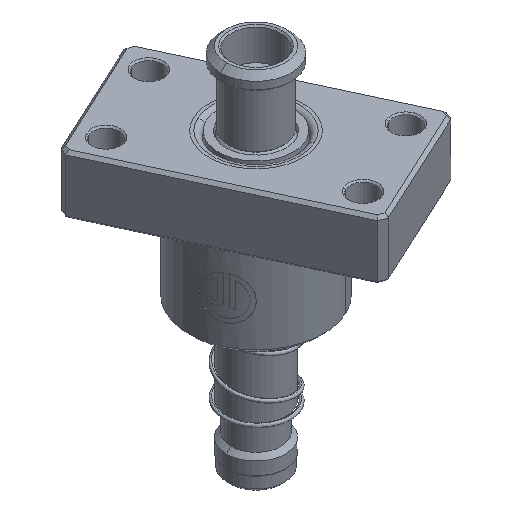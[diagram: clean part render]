
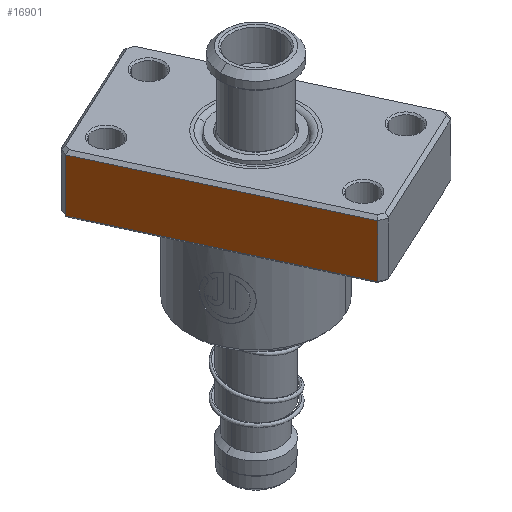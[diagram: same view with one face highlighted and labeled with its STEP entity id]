
A CAD part, isometric view. The second image highlights one B-rep face of the part: STEP entity #16901.
In plain terms, the highlighted face is planar.
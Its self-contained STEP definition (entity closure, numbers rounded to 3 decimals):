
#138 = ORIENTED_EDGE ( 'NONE', *, *, #4770, .T. ) ;
#408 = DIRECTION ( 'NONE',  ( 0., 0., -1. ) ) ;
#1543 = EDGE_CURVE ( 'NONE', #14450, #6578, #18486, .T. ) ;
#1873 = VERTEX_POINT ( 'NONE', #8262 ) ;
#2862 = PLANE ( 'NONE',  #9588 ) ;
#4770 = EDGE_CURVE ( 'NONE', #1873, #15703, #11664, .T. ) ;
#5808 = CARTESIAN_POINT ( 'NONE',  ( -40., 24., 1. ) ) ;
#6302 = CARTESIAN_POINT ( 'NONE',  ( 40., 24., 20. ) ) ;
#6578 = VERTEX_POINT ( 'NONE', #13595 ) ;
#8099 = ORIENTED_EDGE ( 'NONE', *, *, #14880, .F. ) ;
#8262 = CARTESIAN_POINT ( 'NONE',  ( 40., 24., 1. ) ) ;
#9158 = DIRECTION ( 'NONE',  ( 0., 0., -1. ) ) ;
#9588 = AXIS2_PLACEMENT_3D ( 'NONE', #11040, #19368, #9158 ) ;
#10947 = VECTOR ( 'NONE', #13934, 1000. ) ;
#11040 = CARTESIAN_POINT ( 'NONE',  ( -40., 24., 20. ) ) ;
#11664 = LINE ( 'NONE', #19476, #18299 ) ;
#13477 = VECTOR ( 'NONE', #21607, 1000. ) ;
#13595 = CARTESIAN_POINT ( 'NONE',  ( 40., 24., 19. ) ) ;
#13934 = DIRECTION ( 'NONE',  ( 1., 0., 0. ) ) ;
#14450 = VERTEX_POINT ( 'NONE', #21026 ) ;
#14631 = ORIENTED_EDGE ( 'NONE', *, *, #1543, .T. ) ;
#14880 = EDGE_CURVE ( 'NONE', #14450, #15703, #19323, .T. ) ;
#15703 = VERTEX_POINT ( 'NONE', #5808 ) ;
#16820 = FACE_OUTER_BOUND ( 'NONE', #18332, .T. ) ;
#16901 = ADVANCED_FACE ( 'NONE', ( #16820 ), #2862, .F. ) ;
#18299 = VECTOR ( 'NONE', #19864, 1000. ) ;
#18332 = EDGE_LOOP ( 'NONE', ( #26411, #138, #8099, #14631 ) ) ;
#18384 = LINE ( 'NONE', #6302, #24623 ) ;
#18486 = LINE ( 'NONE', #24157, #10947 ) ;
#19323 = LINE ( 'NONE', #23624, #13477 ) ;
#19368 = DIRECTION ( 'NONE',  ( 0., -1., 0. ) ) ;
#19476 = CARTESIAN_POINT ( 'NONE',  ( -40., 24., 1. ) ) ;
#19864 = DIRECTION ( 'NONE',  ( -1., 0., 0. ) ) ;
#21026 = CARTESIAN_POINT ( 'NONE',  ( -40., 24., 19. ) ) ;
#21607 = DIRECTION ( 'NONE',  ( 0., 0., -1. ) ) ;
#23624 = CARTESIAN_POINT ( 'NONE',  ( -40., 24., 20. ) ) ;
#23858 = EDGE_CURVE ( 'NONE', #6578, #1873, #18384, .T. ) ;
#24157 = CARTESIAN_POINT ( 'NONE',  ( 40., 24., 19. ) ) ;
#24623 = VECTOR ( 'NONE', #408, 1000. ) ;
#26411 = ORIENTED_EDGE ( 'NONE', *, *, #23858, .T. ) ;
